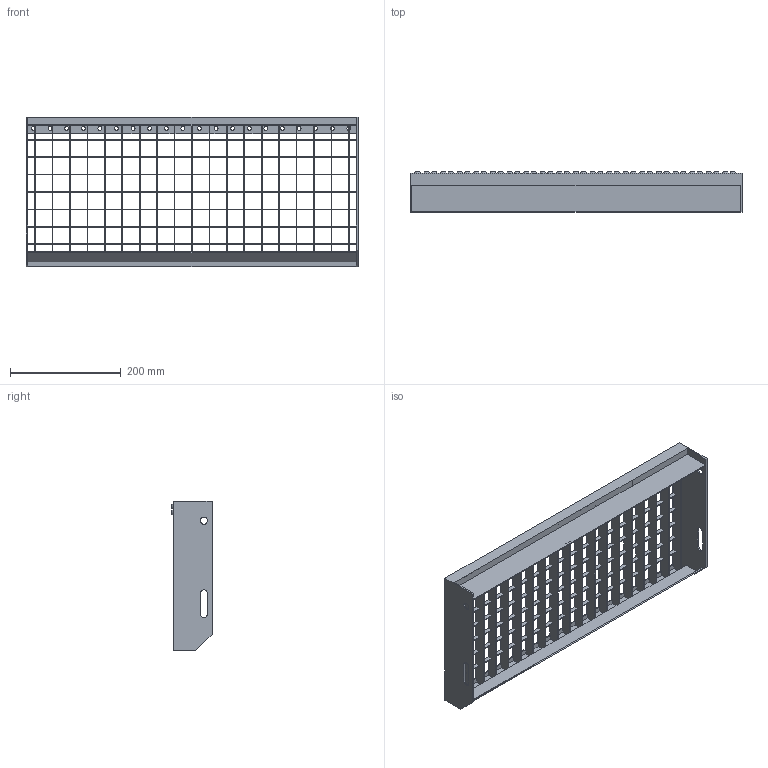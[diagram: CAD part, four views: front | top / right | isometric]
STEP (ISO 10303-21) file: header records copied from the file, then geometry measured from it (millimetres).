
FILE_DESCRIPTION (( 'STEP AP203' ), '1' );
FILE_NAME ('40.602730.7.step', '2015-10-04T07:13:19', ( '' ), ( '' ), 'SwSTEP 2.0', 'SolidWorks 2015', '' );
FILE_SCHEMA (( 'CONFIG_CONTROL_DESIGN' ));
Length unit declared in the file: millimetre
Products named in the file (1): 40.602730.7
Bounding box: 600 x 72.67 x 270 mm (x, y, z)
Volume: 540534.4 mm3; surface area: 609199.2 mm2
Topology: 18 solids, 18 shells, 667 faces, 1718 edges, 1128 vertices
Faces by surface type: plane 412, bspline 89, cylinder 88, cone 78
Entity records: 25617 total; most frequent: CARTESIAN_POINT 9363, ORIENTED_EDGE 3436, DIRECTION 3046, EDGE_CURVE 1718, LINE 1192, VECTOR 1192, VERTEX_POINT 1128, AXIS2_PLACEMENT_3D 927
